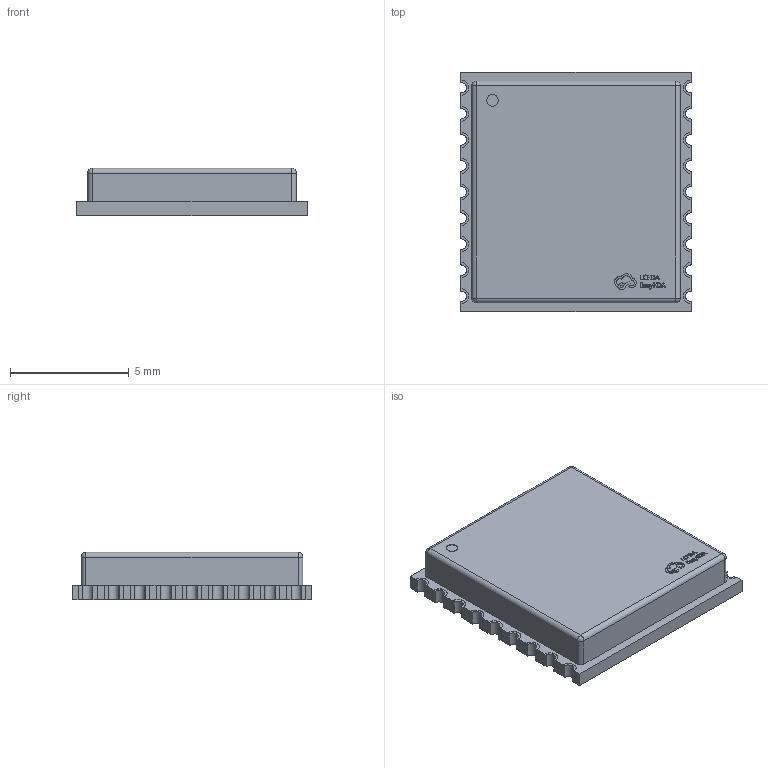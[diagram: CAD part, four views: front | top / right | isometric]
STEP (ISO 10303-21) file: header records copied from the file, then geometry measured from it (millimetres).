
FILE_DESCRIPTION (( 'STEP AP214' ), '1' );
FILE_NAME ('GPSM-SMD_18P-L10.1-W9.7-P1.10.step', '2022-06-24T03:45:56', ( '' ), ( '' ), 'SwSTEP 2.0', 'SolidWorks 2020', '' );
FILE_SCHEMA (( 'AUTOMOTIVE_DESIGN' ));
Length unit declared in the file: millimetre
Products named in the file (1): GPSM-SMD_18P-L10.1-W9.7-P1.10
Bounding box: 9.7 x 10.1 x 2.02 mm (x, y, z)
Volume: 172.8 mm3; surface area: 268 mm2
Topology: 1 solids, 1 shells, 543 faces, 1531 edges, 1014 vertices
Faces by surface type: plane 363, bspline 112, cylinder 64, sphere 4
Entity records: 23945 total; most frequent: CARTESIAN_POINT 5189, ORIENTED_EDGE 3054, DIRECTION 2291, EDGE_CURVE 1527, VECTOR 1171, LINE 1171, VERTEX_POINT 1014, EDGE_LOOP 571
